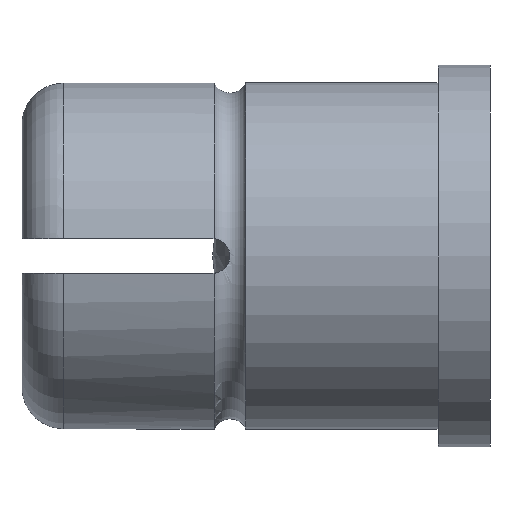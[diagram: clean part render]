
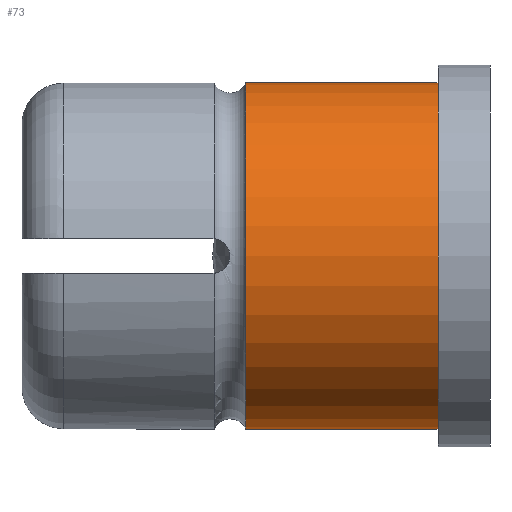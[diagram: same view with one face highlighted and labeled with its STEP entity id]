
A CAD part, front view. The second image highlights one B-rep face of the part: STEP entity #73.
In plain terms, the highlighted cylindrical face has radius 5 mm (diameter 10 mm), a full revolution.
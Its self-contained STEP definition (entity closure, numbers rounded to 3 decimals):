
#73 = ADVANCED_FACE( '', ( #156, #157 ), #158, .T. );
#156 = FACE_OUTER_BOUND( '', #241, .T. );
#157 = FACE_OUTER_BOUND( '', #242, .T. );
#158 = CYLINDRICAL_SURFACE( '', #243, 5. );
#241 = EDGE_LOOP( '', ( #388 ) );
#242 = EDGE_LOOP( '', ( #389 ) );
#243 = AXIS2_PLACEMENT_3D( '', #390, #391, #392 );
#388 = ORIENTED_EDGE( '', *, *, #501, .F. );
#389 = ORIENTED_EDGE( '', *, *, #491, .T. );
#390 = CARTESIAN_POINT( '', ( 13.5, 0., 0. ) );
#391 = DIRECTION( '', ( -1., 0., 0. ) );
#392 = DIRECTION( '', ( 0., 0., -1. ) );
#491 = EDGE_CURVE( '', #584, #584, #585, .T. );
#501 = EDGE_CURVE( '', #600, #600, #601, .T. );
#584 = VERTEX_POINT( '', #743 );
#585 = CIRCLE( '', #744, 5. );
#600 = VERTEX_POINT( '', #781 );
#601 = CIRCLE( '', #782, 5. );
#743 = CARTESIAN_POINT( '', ( 6.458, 0., -5. ) );
#744 = AXIS2_PLACEMENT_3D( '', #918, #919, #920 );
#781 = CARTESIAN_POINT( '', ( 12., 0., -5. ) );
#782 = AXIS2_PLACEMENT_3D( '', #932, #933, #934 );
#918 = CARTESIAN_POINT( '', ( 6.458, 0., 0. ) );
#919 = DIRECTION( '', ( 1., 0., 0. ) );
#920 = DIRECTION( '', ( 0., 0., -1. ) );
#932 = CARTESIAN_POINT( '', ( 12., 0., 0. ) );
#933 = DIRECTION( '', ( 1., 0., 0. ) );
#934 = DIRECTION( '', ( 0., 0., -1. ) );
